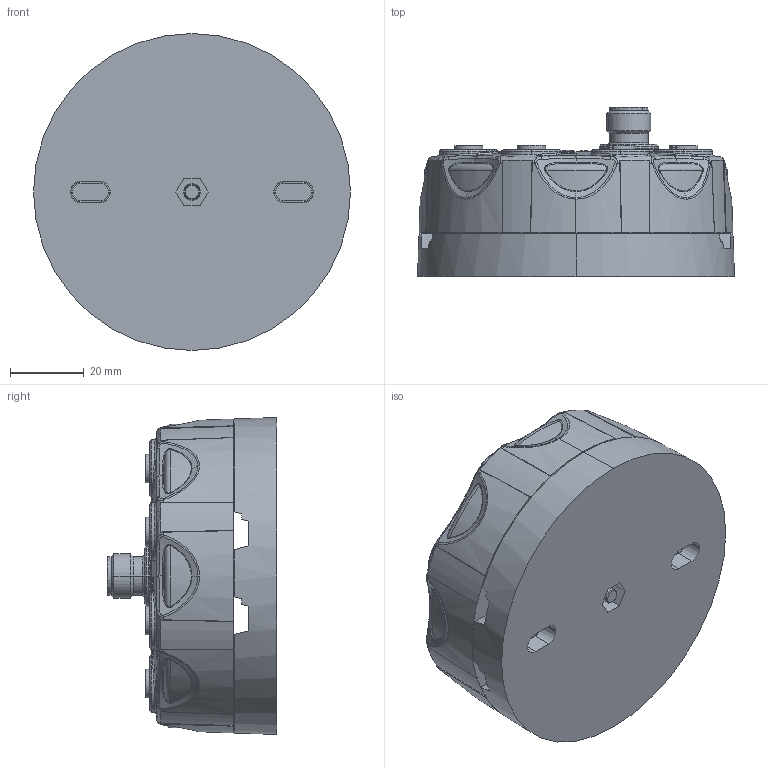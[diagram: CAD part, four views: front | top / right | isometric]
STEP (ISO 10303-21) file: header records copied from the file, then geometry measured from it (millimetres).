
FILE_DESCRIPTION((''),'2;1');
FILE_NAME('CAD-8974_ASM','2024-02-12T07:03:37',('creinig-se'),(''),'CREO PARAMETRIC BY PTC INC, 2022284','CREO PARAMETRIC BY PTC INC, 2022284','');
FILE_SCHEMA(('CONFIG_CONTROL_DESIGN','SHAPE_APPEARANCE_LAYERS_GROUPS'));
Products named in the file (7): CAD-8974_04C850G; CAD-8974_04C848C; CAD-8974_04C995_1_1_1; CAD-8974_04C4Z5B; DM_CAD-2240_STECKERAUFNAHME; DM_CAD-2240_EINSATZ; CAD-8974_ASM
Assembly tree (15 placements, depth 2):
  CAD-8974_ASM
    CAD-8974_04C850G
    CAD-8974_04C848C
    CAD-8974_04C995_1_1_1
    CAD-8974_04C4Z5B  x10
    DM_CAD-2240_STECKERAUFNAHME
    DM_CAD-2240_EINSATZ
Bounding box: 85.8 x 45.8 x 85.8 mm (x, y, z)
Volume: 175709.4 mm3; surface area: 43453.9 mm2
Topology: 15 solids, 25 shells, 1535 faces, 3791 edges, 2426 vertices
Faces by surface type: cone 524, plane 318, bspline 284, cylinder 218, torus 113, sphere 70, extrusion 8
Entity records: 73922 total; most frequent: CARTESIAN_POINT 30112, ORIENTED_EDGE 7034, DIRECTION 5608, EDGE_CURVE 3521, AXIS2_PLACEMENT_3D 2403, VERTEX_POINT 2273, PRESENTATION_STYLE_ASSIGNMENT 1739, STYLED_ITEM 1739
